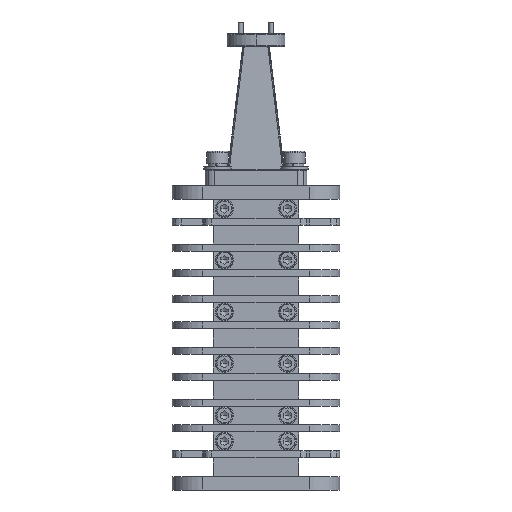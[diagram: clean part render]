
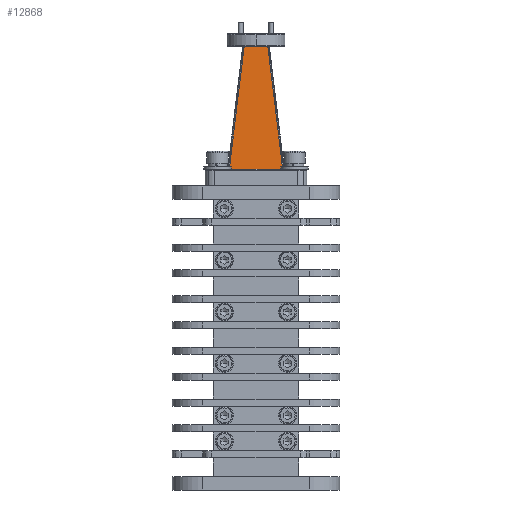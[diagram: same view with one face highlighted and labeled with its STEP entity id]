
A CAD part, left-side view. The second image highlights one B-rep face of the part: STEP entity #12868.
In plain terms, the highlighted planar face has unit normal (-0.998, 0, 0.061).
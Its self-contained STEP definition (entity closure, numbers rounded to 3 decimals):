
#1828 = CARTESIAN_POINT ( 'NONE',  ( -7.709, 13.32, 1.123 ) ) ;
#2097 = EDGE_CURVE ( 'NONE', #15608, #16045, #16770, .T. ) ;
#2491 = VERTEX_POINT ( 'NONE', #18175 ) ;
#3445 = VECTOR ( 'NONE', #7695, 1000. ) ;
#3858 = EDGE_CURVE ( 'NONE', #2491, #15608, #4111, .T. ) ;
#4069 = DIRECTION ( 'NONE',  ( 0.06, -0.121, 0.991 ) ) ;
#4111 = LINE ( 'NONE', #18419, #3445 ) ;
#4304 = PLANE ( 'NONE',  #7138 ) ;
#4429 = EDGE_CURVE ( 'NONE', #18489, #2491, #11951, .T. ) ;
#5636 = CARTESIAN_POINT ( 'NONE',  ( -7.474, -4.735, 5. ) ) ;
#7138 = AXIS2_PLACEMENT_3D ( 'NONE', #19081, #13588, #15266 ) ;
#7462 = ORIENTED_EDGE ( 'NONE', *, *, #4429, .F. ) ;
#7695 = DIRECTION ( 'NONE',  ( -0.06, -0.121, -0.991 ) ) ;
#11258 = EDGE_LOOP ( 'NONE', ( #14241, #7462, #13592, #17094 ) ) ;
#11634 = VECTOR ( 'NONE', #18555, 1000. ) ;
#11931 = FACE_OUTER_BOUND ( 'NONE', #11258, .T. ) ;
#11951 = LINE ( 'NONE', #19218, #20056 ) ;
#12868 = ADVANCED_FACE ( 'NONE', ( #11931 ), #4304, .F. ) ;
#13588 = DIRECTION ( 'NONE',  ( 0.998, 0., -0.061 ) ) ;
#13592 = ORIENTED_EDGE ( 'NONE', *, *, #15652, .F. ) ;
#14241 = ORIENTED_EDGE ( 'NONE', *, *, #3858, .F. ) ;
#14534 = CARTESIAN_POINT ( 'NONE',  ( -7.474, 12.849, 5. ) ) ;
#15266 = DIRECTION ( 'NONE',  ( 0., -1., 0. ) ) ;
#15608 = VERTEX_POINT ( 'NONE', #5636 ) ;
#15637 = VECTOR ( 'NONE', #4069, 1000. ) ;
#15652 = EDGE_CURVE ( 'NONE', #16045, #18489, #20030, .T. ) ;
#16045 = VERTEX_POINT ( 'NONE', #14534 ) ;
#16770 = LINE ( 'NONE', #21774, #11634 ) ;
#17094 = ORIENTED_EDGE ( 'NONE', *, *, #2097, .F. ) ;
#17197 = DIRECTION ( 'NONE',  ( 0., -1., 0. ) ) ;
#18150 = CARTESIAN_POINT ( 'NONE',  ( -5.015, 7.931, 45.436 ) ) ;
#18175 = CARTESIAN_POINT ( 'NONE',  ( -5.015, 0.183, 45.436 ) ) ;
#18419 = CARTESIAN_POINT ( 'NONE',  ( -7.76, -5.307, 0.296 ) ) ;
#18489 = VERTEX_POINT ( 'NONE', #18150 ) ;
#18555 = DIRECTION ( 'NONE',  ( 0., 1., 0. ) ) ;
#19081 = CARTESIAN_POINT ( 'NONE',  ( -7.778, -5.843, 0. ) ) ;
#19218 = CARTESIAN_POINT ( 'NONE',  ( -5.015, -0.893, 45.436 ) ) ;
#20030 = LINE ( 'NONE', #1828, #15637 ) ;
#20056 = VECTOR ( 'NONE', #17197, 1000. ) ;
#21774 = CARTESIAN_POINT ( 'NONE',  ( -7.474, -0.893, 5. ) ) ;
